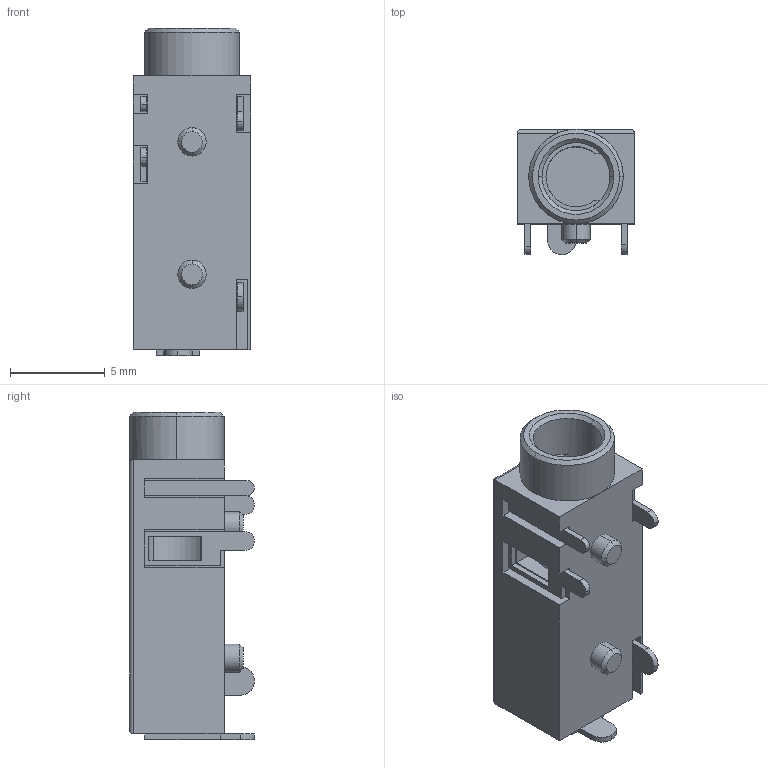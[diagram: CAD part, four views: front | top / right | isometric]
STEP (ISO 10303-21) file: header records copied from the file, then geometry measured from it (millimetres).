
FILE_DESCRIPTION(/* description */ ('Unknown'),/* implementation_level */ '2;1');
FILE_NAME(/* name */ 'SJ3-35083C-TR',/* time_stamp */ '2024-09-09T14:45:23+02:00',/* author */ ('Unknown'),/* organization */ ('Unknown'),/* preprocessor_version */ 'ST-DEVELOPER v18.102',/* originating_system */ 'Solid Edge',/* authorisation */ 'Unknown');
FILE_SCHEMA (('AUTOMOTIVE_DESIGN {1 0 10303 214 3 1 1}'));
Length unit declared in the file: millimetre
Products named in the file (1): SJ3-35083C-TR
Bounding box: 6.2 x 6.6 x 17.3 mm (x, y, z)
Volume: 370 mm3; surface area: 689.1 mm2
Topology: 1 solids, 1 shells, 113 faces, 299 edges, 192 vertices
Faces by surface type: plane 78, cylinder 25, cone 8, bspline 2
Entity records: 4310 total; most frequent: CARTESIAN_POINT 661, ORIENTED_EDGE 594, DIRECTION 573, EDGE_CURVE 297, LINE 229, VECTOR 229, VERTEX_POINT 192, AXIS2_PLACEMENT_3D 172
